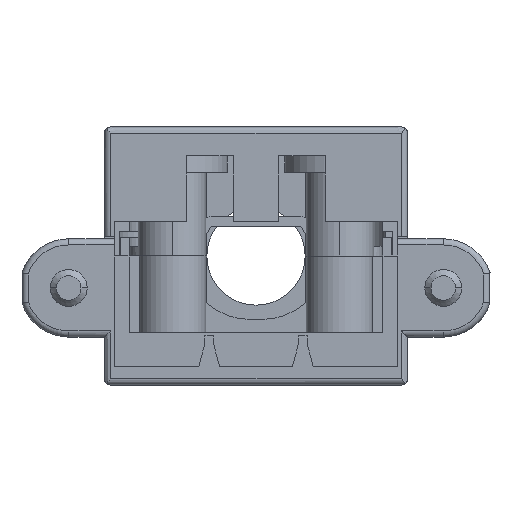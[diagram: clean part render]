
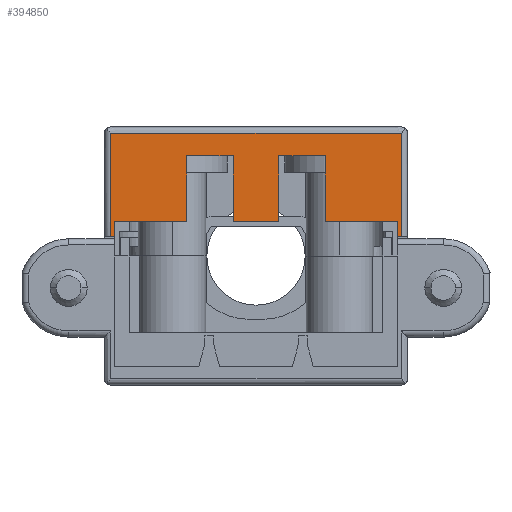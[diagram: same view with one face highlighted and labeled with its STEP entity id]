
A CAD part, front view. The second image highlights one B-rep face of the part: STEP entity #394850.
In plain terms, the highlighted planar face has unit normal (0, -1, 0).
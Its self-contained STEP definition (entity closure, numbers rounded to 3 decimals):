
#341310=CARTESIAN_POINT('',(12.371,-4.719,
2.35));
#341320=VERTEX_POINT('',#341310);
#341350=CARTESIAN_POINT('',(0.,-4.719,2.35));
#341360=DIRECTION('',(-1.,0.,0.));
#341370=VECTOR('',#341360,1.);
#341380=LINE('',#341350,#341370);
#341390=CARTESIAN_POINT('',(8.571,-4.719,2.35)
);
#341400=VERTEX_POINT('',#341390);
#341410=EDGE_CURVE('',#341320,#341400,#341380,.T.);
#352020=CARTESIAN_POINT('',(18.546,-4.719,8.9
));
#352030=VERTEX_POINT('',#352020);
#352060=CARTESIAN_POINT('',(0.,-4.719,8.9));
#352070=DIRECTION('',(-1.,0.,0.));
#352080=VECTOR('',#352070,1.);
#352090=LINE('',#352060,#352080);
#352100=CARTESIAN_POINT('',(18.246,-4.719,
8.9));
#352110=VERTEX_POINT('',#352100);
#352120=EDGE_CURVE('',#352030,#352110,#352090,.T.);
#360360=CARTESIAN_POINT('',(12.371,-4.719,
7.685));
#360370=VERTEX_POINT('',#360360);
#360400=CARTESIAN_POINT('',(12.371,-4.719,0.));
#360410=DIRECTION('',(0.,0.,-1.));
#360420=VECTOR('',#360410,1.);
#360430=LINE('',#360400,#360420);
#360440=EDGE_CURVE('',#360370,#341320,#360430,.T.);
#372550=CARTESIAN_POINT('',(0.,-4.719,7.685));
#372560=DIRECTION('',(-1.,0.,0.));
#372570=VECTOR('',#372560,1.);
#372580=LINE('',#372550,#372570);
#372590=CARTESIAN_POINT('',(8.571,-4.719,7.685)
);
#372600=VERTEX_POINT('',#372590);
#372610=CARTESIAN_POINT('',(4.861,-4.719,
7.685));
#372620=VERTEX_POINT('',#372610);
#372630=EDGE_CURVE('',#372600,#372620,#372580,.T.);
#393570=CARTESIAN_POINT('',(8.571,-4.719,1.4));
#393580=DIRECTION('',(0.,-1.,0.));
#393590=DIRECTION('',(0.,0.,1.));
#393600=AXIS2_PLACEMENT_3D('',#393570,#393580,#393590);
#393610=PLANE('',#393600);
#393620=CARTESIAN_POINT('',(0.,-4.719,8.9));
#393630=DIRECTION('',(-1.,0.,0.));
#393640=VECTOR('',#393630,1.);
#393650=LINE('',#393620,#393640);
#393660=CARTESIAN_POINT('',(-4.814,-4.719,8.9));
#393670=VERTEX_POINT('',#393660);
#393680=CARTESIAN_POINT('',(-5.114,-4.719,8.9));
#393690=VERTEX_POINT('',#393680);
#393700=EDGE_CURVE('',#393670,#393690,#393650,.T.);
#393710=ORIENTED_EDGE('',*,*,#393700,.T.);
#393720=CARTESIAN_POINT('',(-4.814,-4.719,0.));
#393730=DIRECTION('',(0.,0.,-1.));
#393740=VECTOR('',#393730,1.);
#393750=LINE('',#393720,#393740);
#393760=CARTESIAN_POINT('',(-4.814,-4.719,
7.685));
#393770=VERTEX_POINT('',#393760);
#393780=EDGE_CURVE('',#393670,#393770,#393750,.T.);
#393790=ORIENTED_EDGE('',*,*,#393780,.F.);
#393800=CARTESIAN_POINT('',(0.,-4.719,7.685));
#393810=DIRECTION('',(-1.,0.,0.));
#393820=VECTOR('',#393810,1.);
#393830=LINE('',#393800,#393820);
#393840=CARTESIAN_POINT('',(1.061,-4.719,
7.685));
#393850=VERTEX_POINT('',#393840);
#393860=EDGE_CURVE('',#393850,#393770,#393830,.T.);
#393870=ORIENTED_EDGE('',*,*,#393860,.T.);
#393880=CARTESIAN_POINT('',(1.061,-4.719,0.));
#393890=DIRECTION('',(0.,0.,-1.));
#393900=VECTOR('',#393890,1.);
#393910=LINE('',#393880,#393900);
#393920=CARTESIAN_POINT('',(1.061,-4.719,
2.35));
#393930=VERTEX_POINT('',#393920);
#393940=EDGE_CURVE('',#393850,#393930,#393910,.T.);
#393950=ORIENTED_EDGE('',*,*,#393940,.F.);
#393960=CARTESIAN_POINT('',(0.,-4.719,2.35));
#393970=DIRECTION('',(-1.,0.,0.));
#393980=VECTOR('',#393970,1.);
#393990=LINE('',#393960,#393980);
#394000=CARTESIAN_POINT('',(4.861,-4.719,
2.35));
#394010=VERTEX_POINT('',#394000);
#394020=EDGE_CURVE('',#394010,#393930,#393990,.T.);
#394030=ORIENTED_EDGE('',*,*,#394020,.T.);
#394040=CARTESIAN_POINT('',(4.861,-4.719,0.));
#394050=DIRECTION('',(0.,0.,-1.));
#394060=VECTOR('',#394050,1.);
#394070=LINE('',#394040,#394060);
#394080=EDGE_CURVE('',#372620,#394010,#394070,.T.);
#394090=ORIENTED_EDGE('',*,*,#394080,.T.);
#394100=ORIENTED_EDGE('',*,*,#372630,.T.);
#394110=CARTESIAN_POINT('',(8.571,-4.719,0.));
#394120=DIRECTION('',(0.,0.,-1.));
#394130=VECTOR('',#394120,1.);
#394140=LINE('',#394110,#394130);
#394150=EDGE_CURVE('',#372600,#341400,#394140,.T.);
#394160=ORIENTED_EDGE('',*,*,#394150,.F.);
#394170=ORIENTED_EDGE('',*,*,#341410,.T.);
#394180=ORIENTED_EDGE('',*,*,#360440,.T.);
#394190=CARTESIAN_POINT('',(0.,-4.719,7.685));
#394200=DIRECTION('',(-1.,0.,0.));
#394210=VECTOR('',#394200,1.);
#394220=LINE('',#394190,#394210);
#394230=CARTESIAN_POINT('',(18.246,-4.719,
7.685));
#394240=VERTEX_POINT('',#394230);
#394250=EDGE_CURVE('',#394240,#360370,#394220,.T.);
#394260=ORIENTED_EDGE('',*,*,#394250,.T.);
#394270=CARTESIAN_POINT('',(18.246,-4.719,0.));
#394280=DIRECTION('',(0.,0.,1.));
#394290=VECTOR('',#394280,1.);
#394300=LINE('',#394270,#394290);
#394310=EDGE_CURVE('',#394240,#352110,#394300,.T.);
#394320=ORIENTED_EDGE('',*,*,#394310,.F.);
#394330=ORIENTED_EDGE('',*,*,#352120,.T.);
#394340=CARTESIAN_POINT('',(18.546,-4.719,
0.));
#394350=DIRECTION('',(0.,0.,1.));
#394360=VECTOR('',#394350,1.);
#394370=LINE('',#394340,#394360);
#394380=CARTESIAN_POINT('',(18.546,-4.719,
0.5));
#394390=VERTEX_POINT('',#394380);
#394400=EDGE_CURVE('',#394390,#352030,#394370,.T.);
#394410=ORIENTED_EDGE('',*,*,#394400,.T.);
#394420=CARTESIAN_POINT('',(19.546,-4.719,
0.5));
#394430=CARTESIAN_POINT('',(18.721,-4.719,
0.5));
#394440=CARTESIAN_POINT('',(17.797,-4.719,
0.5));
#394450=CARTESIAN_POINT('',(16.775,-4.719,0.5
));
#394460=CARTESIAN_POINT('',(16.48,-4.719,0.5
));
#394470=CARTESIAN_POINT('',(15.186,-4.719,
0.5));
#394480=CARTESIAN_POINT('',(13.991,-4.719,
0.5));
#394490=CARTESIAN_POINT('',(12.49,-4.719,
0.5));
#394500=CARTESIAN_POINT('',(10.587,-4.719,
0.5));
#394510=CARTESIAN_POINT('',(8.635,-4.719,0.5
));
#394520=CARTESIAN_POINT('',(7.036,-4.719,
0.5));
#394530=CARTESIAN_POINT('',(6.912,-4.719,
0.5));
#394540=CARTESIAN_POINT('',(6.837,-4.719,
0.5));
#394550=CARTESIAN_POINT('',(6.788,-4.719,
0.5));
#394560=CARTESIAN_POINT('',(6.765,-4.719,
0.5));
#394570=CARTESIAN_POINT('',(6.701,-4.719,
0.5));
#394580=CARTESIAN_POINT('',(6.661,-4.719,
0.5));
#394590=CARTESIAN_POINT('',(6.595,-4.719,
0.5));
#394600=CARTESIAN_POINT('',(6.52,-4.719,
0.5));
#394610=CARTESIAN_POINT('',(6.396,-4.719,0.5
));
#394620=CARTESIAN_POINT('',(4.799,-4.719,
0.5));
#394630=CARTESIAN_POINT('',(2.846,-4.719,
0.5));
#394640=CARTESIAN_POINT('',(0.943,-4.719,
0.5));
#394650=CARTESIAN_POINT('',(-0.555,-4.719,
0.5));
#394660=CARTESIAN_POINT('',(-1.751,-4.719,
0.5));
#394670=CARTESIAN_POINT('',(-3.045,-4.719,
0.5));
#394680=CARTESIAN_POINT('',(-3.343,-4.719,
0.5));
#394690=CARTESIAN_POINT('',(-4.365,-4.719,
0.5));
#394700=CARTESIAN_POINT('',(-5.289,-4.719,
0.5));
#394710=CARTESIAN_POINT('',(-6.114,-4.719,
0.5));
#394720=(BOUNDED_CURVE() B_SPLINE_CURVE(3,(#394420,#394430,#394440,
#394450,#394460,#394470,#394480,#394490,#394500,#394510,#394520,#394530,
#394540,#394550,#394560,#394570,#394580,#394590,#394600,#394610,#394620,
#394630,#394640,#394650,#394660,#394670,#394680,#394690,#394700,#394710)
,.UNSPECIFIED.,.F.,.F.) B_SPLINE_CURVE_WITH_KNOTS((4,1,1,1,1,2,1,1,1,1,2
,2,2,1,1,1,1,2,1,1,1,1,4),(50.821,53.296,
53.591,53.886,54.182,57.473,
58.682,63.183,63.33,63.478,
63.555,63.626,63.746,63.823,
63.971,64.118,68.614,69.828,
73.11,73.415,73.71,74.005,
76.481),.UNSPECIFIED.) CURVE() GEOMETRIC_REPRESENTATION_ITEM()
 RATIONAL_B_SPLINE_CURVE((1.,1.,1.,1.,1.,1.,1.,1.,1.,1.,1.,1.,1.,1.,1.,
1.,1.,1.,1.,1.,1.,1.,1.,1.,1.,1.,1.,1.,1.,1.)) REPRESENTATION_ITEM(''));
#394730=CARTESIAN_POINT('',(-5.114,-4.719,
0.5));
#394740=VERTEX_POINT('',#394730);
#394750=EDGE_CURVE('',#394390,#394740,#394720,.T.);
#394760=ORIENTED_EDGE('',*,*,#394750,.F.);
#394770=CARTESIAN_POINT('',(-5.114,-4.719,
0.));
#394780=DIRECTION('',(0.,0.,1.));
#394790=VECTOR('',#394780,1.);
#394800=LINE('',#394770,#394790);
#394810=EDGE_CURVE('',#394740,#393690,#394800,.T.);
#394820=ORIENTED_EDGE('',*,*,#394810,.F.);
#394830=EDGE_LOOP('',(#394820,#394760,#394410,#394330,#394320,#394260,
#394180,#394170,#394160,#394100,#394090,#394030,#393950,#393870,#393790,
#393710));
#394840=FACE_OUTER_BOUND('',#394830,.T.);
#394850=ADVANCED_FACE('',(#394840),#393610,.T.);
